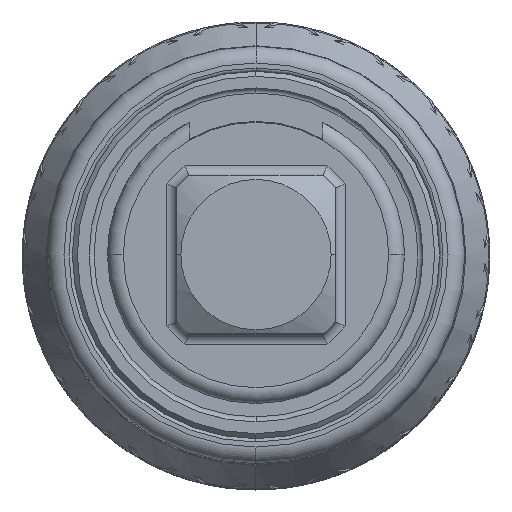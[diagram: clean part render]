
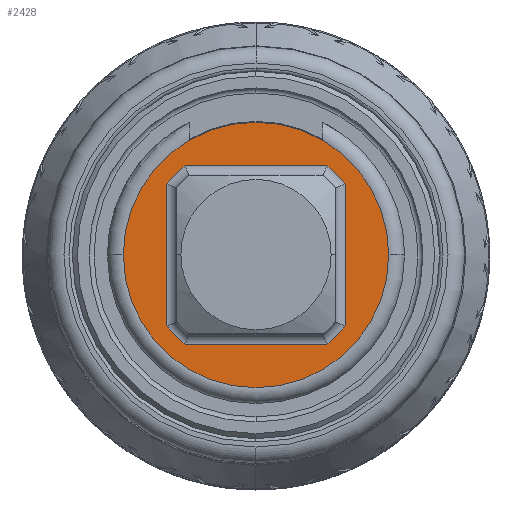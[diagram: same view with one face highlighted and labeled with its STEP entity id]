
A CAD part, top view. The second image highlights one B-rep face of the part: STEP entity #2428.
In plain terms, the highlighted planar face has unit normal (0, 0, 1).
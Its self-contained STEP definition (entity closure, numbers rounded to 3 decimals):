
#1445=CARTESIAN_POINT('',(0.,0.,74.5));
#1446=DIRECTION('',(0.,0.,-1.));
#1447=DIRECTION('',(1.,0.,0.));
#1448=AXIS2_PLACEMENT_3D('',#1445,#1446,#1447);
#1541=CARTESIAN_POINT('',(0.,0.,74.5));
#1542=DIRECTION('',(0.,0.,-1.));
#1543=DIRECTION('',(-1.,0.,0.));
#1544=AXIS2_PLACEMENT_3D('',#1541,#1542,#1543);
#1686=CARTESIAN_POINT('',(0.,0.,74.5));
#1687=DIRECTION('',(0.,0.,1.));
#1688=DIRECTION('',(0.784,0.621,0.));
#1689=AXIS2_PLACEMENT_3D('',#1686,#1687,#1688);
#1691=DIRECTION('',(-1.,0.,0.));
#1692=VECTOR('',#1691,8.48);
#1693=CARTESIAN_POINT('',(4.24,5.348,74.5));
#1694=LINE('',#1693,#1692);
#1695=CARTESIAN_POINT('',(0.,0.,74.5));
#1696=DIRECTION('',(0.,0.,1.));
#1697=DIRECTION('',(-0.621,0.784,0.));
#1698=AXIS2_PLACEMENT_3D('',#1695,#1696,#1697);
#1700=DIRECTION('',(0.,-1.,0.));
#1701=VECTOR('',#1700,8.48);
#1702=CARTESIAN_POINT('',(-5.348,4.24,74.5));
#1703=LINE('',#1702,#1701);
#1704=CARTESIAN_POINT('',(0.,0.,74.5));
#1705=DIRECTION('',(0.,0.,1.));
#1706=DIRECTION('',(-0.784,-0.621,0.));
#1707=AXIS2_PLACEMENT_3D('',#1704,#1705,#1706);
#1709=DIRECTION('',(1.,0.,0.));
#1710=VECTOR('',#1709,8.48);
#1711=CARTESIAN_POINT('',(-4.24,-5.348,74.5));
#1712=LINE('',#1711,#1710);
#1713=CARTESIAN_POINT('',(0.,0.,74.5));
#1714=DIRECTION('',(0.,0.,1.));
#1715=DIRECTION('',(0.621,-0.784,0.));
#1716=AXIS2_PLACEMENT_3D('',#1713,#1714,#1715);
#1718=DIRECTION('',(0.,1.,0.));
#1719=VECTOR('',#1718,8.48);
#1720=CARTESIAN_POINT('',(5.348,-4.24,74.5));
#1721=LINE('',#1720,#1719);
#2166=CARTESIAN_POINT('',(7.947,0.,74.5));
#2167=CARTESIAN_POINT('',(-7.947,0.,74.5));
#2168=VERTEX_POINT('',#2166);
#2169=VERTEX_POINT('',#2167);
#2170=CARTESIAN_POINT('',(5.348,4.24,74.5));
#2171=CARTESIAN_POINT('',(4.24,5.348,74.5));
#2172=VERTEX_POINT('',#2170);
#2173=VERTEX_POINT('',#2171);
#2174=CARTESIAN_POINT('',(-4.24,5.348,74.5));
#2175=VERTEX_POINT('',#2174);
#2176=CARTESIAN_POINT('',(-5.348,4.24,74.5));
#2177=VERTEX_POINT('',#2176);
#2178=CARTESIAN_POINT('',(-5.348,-4.24,74.5));
#2179=VERTEX_POINT('',#2178);
#2180=CARTESIAN_POINT('',(-4.24,-5.348,74.5));
#2181=VERTEX_POINT('',#2180);
#2182=CARTESIAN_POINT('',(4.24,-5.348,74.5));
#2183=VERTEX_POINT('',#2182);
#2184=CARTESIAN_POINT('',(5.348,-4.24,74.5));
#2185=VERTEX_POINT('',#2184);
#2401=CARTESIAN_POINT('',(0.,0.,74.5));
#2402=DIRECTION('',(0.,0.,1.));
#2403=DIRECTION('',(0.,-1.,0.));
#2404=AXIS2_PLACEMENT_3D('',#2401,#2402,#2403);
#2405=PLANE('',#2404);
#2406=ORIENTED_EDGE('',*,*,#2211,.T.);
#2407=ORIENTED_EDGE('',*,*,#2280,.T.);
#2408=EDGE_LOOP('',(#2406,#2407));
#2409=FACE_OUTER_BOUND('',#2408,.F.);
#2411=ORIENTED_EDGE('',*,*,#2410,.T.);
#2413=ORIENTED_EDGE('',*,*,#2412,.T.);
#2415=ORIENTED_EDGE('',*,*,#2414,.T.);
#2417=ORIENTED_EDGE('',*,*,#2416,.T.);
#2419=ORIENTED_EDGE('',*,*,#2418,.T.);
#2421=ORIENTED_EDGE('',*,*,#2420,.T.);
#2423=ORIENTED_EDGE('',*,*,#2422,.T.);
#2425=ORIENTED_EDGE('',*,*,#2424,.T.);
#2426=EDGE_LOOP('',(#2411,#2413,#2415,#2417,#2419,#2421,#2423,#2425));
#2427=FACE_BOUND('',#2426,.F.);
#2428=ADVANCED_FACE('',(#2409,#2427),#2405,.T.);
#1449=CIRCLE('',#1448,7.947);
#1545=CIRCLE('',#1544,7.947);
#1690=CIRCLE('',#1689,6.825);
#1699=CIRCLE('',#1698,6.825);
#1708=CIRCLE('',#1707,6.825);
#1717=CIRCLE('',#1716,6.825);
#2211=EDGE_CURVE('',#2168,#2169,#1449,.T.);
#2280=EDGE_CURVE('',#2169,#2168,#1545,.T.);
#2410=EDGE_CURVE('',#2172,#2173,#1690,.T.);
#2412=EDGE_CURVE('',#2173,#2175,#1694,.T.);
#2414=EDGE_CURVE('',#2175,#2177,#1699,.T.);
#2416=EDGE_CURVE('',#2177,#2179,#1703,.T.);
#2418=EDGE_CURVE('',#2179,#2181,#1708,.T.);
#2420=EDGE_CURVE('',#2181,#2183,#1712,.T.);
#2422=EDGE_CURVE('',#2183,#2185,#1717,.T.);
#2424=EDGE_CURVE('',#2185,#2172,#1721,.T.);
